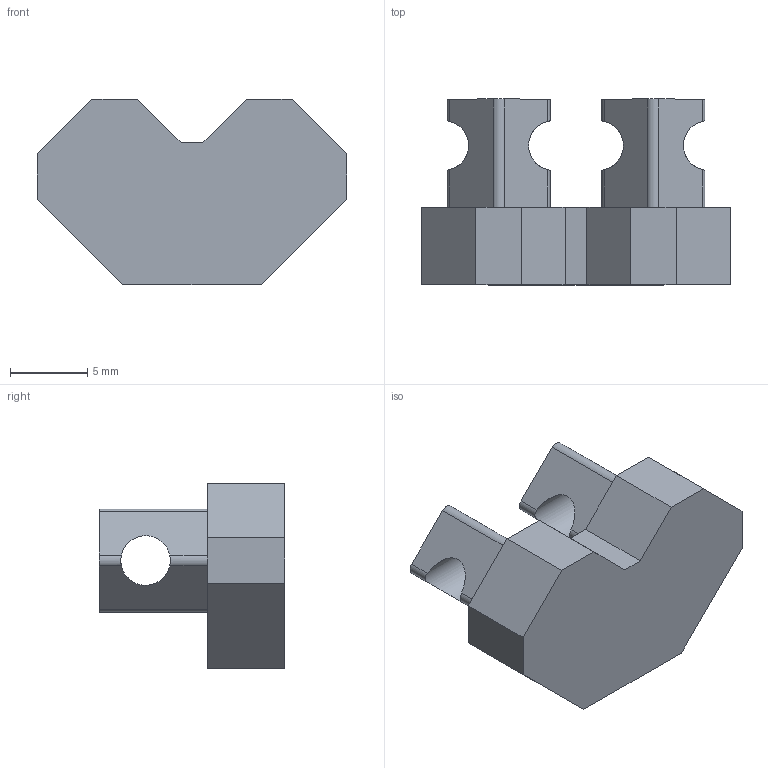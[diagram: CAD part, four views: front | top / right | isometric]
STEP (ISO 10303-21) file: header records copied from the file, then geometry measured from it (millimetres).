
FILE_DESCRIPTION(('STEP AP242'), '1');
FILE_NAME('itemSoapDishStand', '', ('UNSPECIFIED'), ('UNSPECIFIED'), 'C3D Converter', 'C3D Toolkit', '');
FILE_SCHEMA(('AP242_MANAGED_MODEL_BASED_3D_ENGINEERING_MIM_LF { 1 0 10303 442 1 1 4 }'));
Length unit declared in the file: millimetre
Bounding box: 20 x 12 x 12 mm (x, y, z)
Volume: 1180.1 mm3; surface area: 974.3 mm2
Topology: 1 solids, 1 shells, 38 faces, 114 edges, 76 vertices
Faces by surface type: plane 24, cylinder 14
Full cylindrical faces by diameter (mm): 3.2 x2
Entity records: 1491 total; most frequent: CARTESIAN_POINT 459, ORIENTED_EDGE 224, DIRECTION 186, EDGE_CURVE 112, VERTEX_POINT 76, LINE 76, VECTOR 76, AXIS2_PLACEMENT_3D 55
